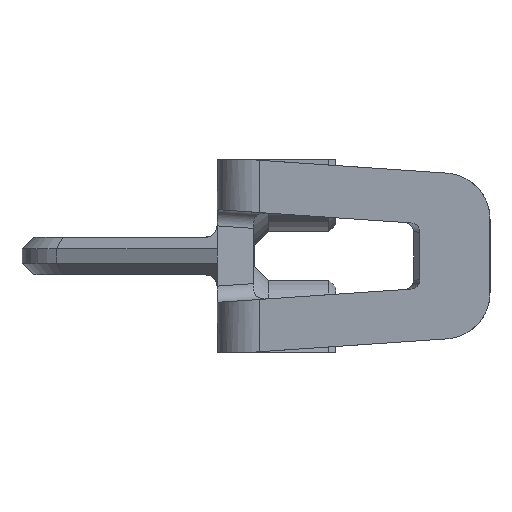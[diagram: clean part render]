
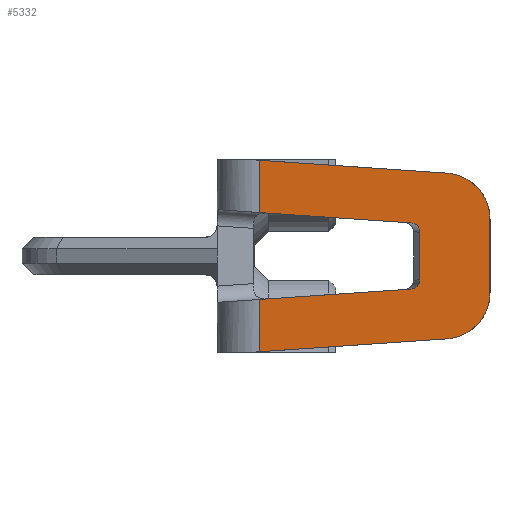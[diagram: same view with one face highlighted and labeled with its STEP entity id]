
A CAD part, left-side view. The second image highlights one B-rep face of the part: STEP entity #5332.
In plain terms, the highlighted face is planar.
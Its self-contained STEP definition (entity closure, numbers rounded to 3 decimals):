
#1704=DIRECTION('',(0.068,-0.994,0.087));
#1705=VECTOR('',#1704,8.11);
#1706=CARTESIAN_POINT('',(-4.123,-0.326,
20.835));
#1707=LINE('',#1706,#1705);
#1845=DIRECTION('',(0.068,0.994,-0.087));
#1846=VECTOR('',#1845,8.11);
#1847=CARTESIAN_POINT('',(3.571,-8.387,21.54));
#1848=LINE('',#1847,#1846);
#1944=CARTESIAN_POINT('',(-3.571,-8.387,
21.54));
#1945=CARTESIAN_POINT('',(-3.55,-8.697,
21.567));
#1946=CARTESIAN_POINT('',(-3.387,-9.188,
21.61));
#1947=CARTESIAN_POINT('',(-2.968,-9.739,
21.658));
#1948=CARTESIAN_POINT('',(-2.39,-10.121,
21.692));
#1949=CARTESIAN_POINT('',(-1.888,-10.25,21.703));
#1950=CARTESIAN_POINT('',(-1.576,-10.25,21.703));
#1952=DIRECTION('',(-1.,0.,0.));
#1953=VECTOR('',#1952,2.25);
#1954=CARTESIAN_POINT('',(-1.872,-0.326,
20.835));
#1955=LINE('',#1954,#1953);
#1956=DIRECTION('',(0.068,-0.994,0.087));
#1957=VECTOR('',#1956,6.56);
#1958=CARTESIAN_POINT('',(-1.872,-0.326,
20.835));
#1959=LINE('',#1958,#1957);
#1960=DIRECTION('',(1.,0.,0.));
#1961=VECTOR('',#1960,2.052);
#1962=CARTESIAN_POINT('',(-1.026,-7.23,21.439));
#1963=LINE('',#1962,#1961);
#1964=DIRECTION('',(0.068,0.994,-0.087));
#1965=VECTOR('',#1964,6.56);
#1966=CARTESIAN_POINT('',(1.426,-6.845,21.405));
#1967=LINE('',#1966,#1965);
#1968=DIRECTION('',(-1.,0.,0.));
#1969=VECTOR('',#1968,2.25);
#1970=CARTESIAN_POINT('',(4.123,-0.326,
20.835));
#1971=LINE('',#1970,#1969);
#1972=CARTESIAN_POINT('',(1.576,-10.25,21.703));
#1973=CARTESIAN_POINT('',(1.888,-10.25,21.703));
#1974=CARTESIAN_POINT('',(2.39,-10.121,21.692));
#1975=CARTESIAN_POINT('',(2.968,-9.739,21.658));
#1976=CARTESIAN_POINT('',(3.387,-9.188,21.61));
#1977=CARTESIAN_POINT('',(3.55,-8.697,21.567));
#1978=CARTESIAN_POINT('',(3.571,-8.387,21.54));
#2002=CARTESIAN_POINT('',(-1.026,-7.23,21.439));
#2003=CARTESIAN_POINT('',(-1.153,-7.23,21.439));
#2004=CARTESIAN_POINT('',(-1.317,-7.134,
21.43));
#2005=CARTESIAN_POINT('',(-1.418,-6.971,
21.416));
#2006=CARTESIAN_POINT('',(-1.426,-6.845,
21.405));
#2020=CARTESIAN_POINT('',(1.426,-6.845,21.405));
#2021=CARTESIAN_POINT('',(1.418,-6.971,21.416));
#2022=CARTESIAN_POINT('',(1.317,-7.134,21.43));
#2023=CARTESIAN_POINT('',(1.153,-7.23,21.439));
#2024=CARTESIAN_POINT('',(1.026,-7.23,21.439));
#2056=DIRECTION('',(1.,0.,0.));
#2057=VECTOR('',#2056,3.152);
#2058=CARTESIAN_POINT('',(-1.576,-10.25,21.703));
#2059=LINE('',#2058,#2057);
#2279=CARTESIAN_POINT('',(-1.426,-6.845,
21.405));
#2281=VERTEX_POINT('',#2279);
#2283=CARTESIAN_POINT('',(-1.026,-7.23,21.439));
#2285=VERTEX_POINT('',#2283);
#2286=CARTESIAN_POINT('',(1.426,-6.845,21.405));
#2288=VERTEX_POINT('',#2286);
#2290=CARTESIAN_POINT('',(1.026,-7.23,21.439));
#2292=VERTEX_POINT('',#2290);
#2298=CARTESIAN_POINT('',(1.872,-0.326,
20.835));
#2299=VERTEX_POINT('',#2298);
#2300=CARTESIAN_POINT('',(-1.872,-0.326,
20.835));
#2301=VERTEX_POINT('',#2300);
#2392=CARTESIAN_POINT('',(-4.123,-0.326,
20.835));
#2393=VERTEX_POINT('',#2392);
#2394=CARTESIAN_POINT('',(4.123,-0.326,
20.835));
#2395=VERTEX_POINT('',#2394);
#2535=VERTEX_POINT('',#1944);
#2536=VERTEX_POINT('',#1950);
#2544=CARTESIAN_POINT('',(1.576,-10.25,21.703));
#2545=VERTEX_POINT('',#2544);
#2546=VERTEX_POINT('',#1978);
#5306=CARTESIAN_POINT('',(4.145,1.5,20.675));
#5307=DIRECTION('',(0.,0.087,0.996));
#5308=DIRECTION('',(0.,-0.996,0.087));
#5309=AXIS2_PLACEMENT_3D('',#5306,#5307,#5308);
#5310=PLANE('',#5309);
#5311=ORIENTED_EDGE('',*,*,#5296,.F.);
#5312=ORIENTED_EDGE('',*,*,#5025,.F.);
#5313=ORIENTED_EDGE('',*,*,#4887,.F.);
#5315=ORIENTED_EDGE('',*,*,#5314,.T.);
#5317=ORIENTED_EDGE('',*,*,#5316,.F.);
#5319=ORIENTED_EDGE('',*,*,#5318,.T.);
#5321=ORIENTED_EDGE('',*,*,#5320,.F.);
#5323=ORIENTED_EDGE('',*,*,#5322,.T.);
#5325=ORIENTED_EDGE('',*,*,#5324,.F.);
#5326=ORIENTED_EDGE('',*,*,#5181,.F.);
#5327=ORIENTED_EDGE('',*,*,#5271,.F.);
#5329=ORIENTED_EDGE('',*,*,#5328,.F.);
#5330=EDGE_LOOP('',(#5311,#5312,#5313,#5315,#5317,#5319,#5321,#5323,#5325,#5326,
#5327,#5329));
#5331=FACE_OUTER_BOUND('',#5330,.F.);
#5332=ADVANCED_FACE('',(#5331),#5310,.T.);
#1951=B_SPLINE_CURVE_WITH_KNOTS('',3,(#1944,#1945,#1946,#1947,#1948,#1949,
#1950),.UNSPECIFIED.,.F.,.F.,(4,1,1,1,4),(0.,0.25,0.5,0.75,1.),
.UNSPECIFIED.);
#1979=B_SPLINE_CURVE_WITH_KNOTS('',3,(#1972,#1973,#1974,#1975,#1976,#1977,
#1978),.UNSPECIFIED.,.F.,.F.,(4,1,1,1,4),(0.,0.25,0.5,0.75,1.),
.UNSPECIFIED.);
#2007=B_SPLINE_CURVE_WITH_KNOTS('',3,(#2002,#2003,#2004,#2005,#2006),
.UNSPECIFIED.,.F.,.F.,(4,1,4),(0.,0.5,1.),.UNSPECIFIED.);
#2025=B_SPLINE_CURVE_WITH_KNOTS('',3,(#2020,#2021,#2022,#2023,#2024),
.UNSPECIFIED.,.F.,.F.,(4,1,4),(0.,0.5,1.),.UNSPECIFIED.);
#4887=EDGE_CURVE('',#2301,#2393,#1955,.T.);
#5025=EDGE_CURVE('',#2393,#2535,#1707,.T.);
#5181=EDGE_CURVE('',#2546,#2395,#1848,.T.);
#5271=EDGE_CURVE('',#2545,#2546,#1979,.T.);
#5296=EDGE_CURVE('',#2535,#2536,#1951,.T.);
#5314=EDGE_CURVE('',#2301,#2281,#1959,.T.);
#5316=EDGE_CURVE('',#2285,#2281,#2007,.T.);
#5318=EDGE_CURVE('',#2285,#2292,#1963,.T.);
#5320=EDGE_CURVE('',#2288,#2292,#2025,.T.);
#5322=EDGE_CURVE('',#2288,#2299,#1967,.T.);
#5324=EDGE_CURVE('',#2395,#2299,#1971,.T.);
#5328=EDGE_CURVE('',#2536,#2545,#2059,.T.);
